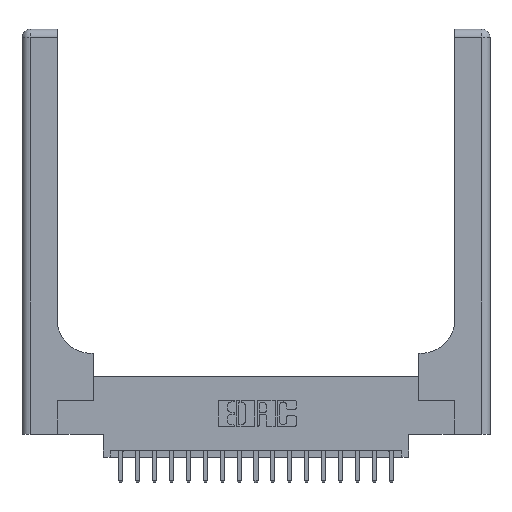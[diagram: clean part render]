
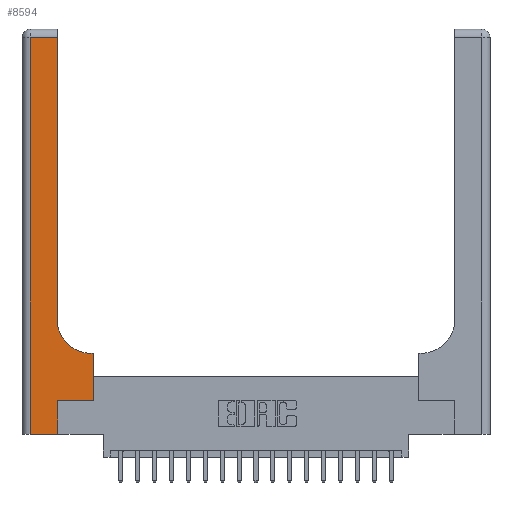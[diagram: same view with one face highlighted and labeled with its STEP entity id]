
A CAD part, top view. The second image highlights one B-rep face of the part: STEP entity #8594.
In plain terms, the highlighted planar face has unit normal (0, 0, 1).
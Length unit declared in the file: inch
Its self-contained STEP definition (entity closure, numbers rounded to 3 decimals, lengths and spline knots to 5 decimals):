
#162 = FACE_OUTER_BOUND ( 'NONE', #8598, .T. ) ;
#260 = EDGE_CURVE ( 'NONE', #17028, #11630, #13721, .T. ) ;
#482 = ORIENTED_EDGE ( 'NONE', *, *, #5637, .T. ) ;
#728 = CARTESIAN_POINT ( 'NONE',  ( 0.265, 0.25, 0.37 ) ) ;
#735 = CARTESIAN_POINT ( 'NONE',  ( 0., 3., 0.37 ) ) ;
#1112 = ORIENTED_EDGE ( 'NONE', *, *, #14407, .T. ) ;
#1467 = LINE ( 'NONE', #15566, #13615 ) ;
#1638 = ORIENTED_EDGE ( 'NONE', *, *, #13271, .T. ) ;
#1739 = VERTEX_POINT ( 'NONE', #2282 ) ;
#2282 = CARTESIAN_POINT ( 'NONE',  ( 0.06, 0., 0.37 ) ) ;
#2380 = ORIENTED_EDGE ( 'NONE', *, *, #4965, .T. ) ;
#2662 = VERTEX_POINT ( 'NONE', #15722 ) ;
#3144 = ORIENTED_EDGE ( 'NONE', *, *, #7946, .T. ) ;
#3623 = CARTESIAN_POINT ( 'NONE',  ( 0.06, 2.94, 0.37 ) ) ;
#4252 = DIRECTION ( 'NONE',  ( 1., 0., 0. ) ) ;
#4649 = CARTESIAN_POINT ( 'NONE',  ( 0.528, 0.6, 0.37 ) ) ;
#4654 = VERTEX_POINT ( 'NONE', #18124 ) ;
#4839 = CARTESIAN_POINT ( 'NONE',  ( 0., 0., 0.37 ) ) ;
#4965 = EDGE_CURVE ( 'NONE', #6873, #1739, #1467, .T. ) ;
#5621 = PLANE ( 'NONE',  #18501 ) ;
#5637 = EDGE_CURVE ( 'NONE', #4654, #19763, #7765, .T. ) ;
#6075 = LINE ( 'NONE', #9544, #17796 ) ;
#6873 = VERTEX_POINT ( 'NONE', #3623 ) ;
#7244 = DIRECTION ( 'NONE',  ( -1., 0., 0. ) ) ;
#7690 = EDGE_CURVE ( 'NONE', #9474, #2662, #14449, .T. ) ;
#7765 = LINE ( 'NONE', #9247, #11936 ) ;
#7946 = EDGE_CURVE ( 'NONE', #1739, #9444, #18116, .T. ) ;
#8301 = CARTESIAN_POINT ( 'NONE',  ( 0.528, 0.25, 0.37 ) ) ;
#8594 = ADVANCED_FACE ( 'NONE', ( #162 ), #5621, .F. ) ;
#8598 = EDGE_LOOP ( 'NONE', ( #482, #1638, #2380, #3144, #13062, #14403, #1112, #15683, #14899 ) ) ;
#8845 = DIRECTION ( 'NONE',  ( 0., 0., -1. ) ) ;
#9169 = DIRECTION ( 'NONE',  ( -1., 0., 0. ) ) ;
#9199 = DIRECTION ( 'NONE',  ( 0., 1., 0. ) ) ;
#9247 = CARTESIAN_POINT ( 'NONE',  ( 0.26, 3., 0.37 ) ) ;
#9265 = CARTESIAN_POINT ( 'NONE',  ( 0.528, 0.25, 0.37 ) ) ;
#9444 = VERTEX_POINT ( 'NONE', #12420 ) ;
#9471 = CARTESIAN_POINT ( 'NONE',  ( 0.26, 0.6, 0.37 ) ) ;
#9474 = VERTEX_POINT ( 'NONE', #4649 ) ;
#9544 = CARTESIAN_POINT ( 'NONE',  ( 0.265, 0., 0.37 ) ) ;
#10116 = VECTOR ( 'NONE', #4252, 39.37008 ) ;
#10389 = VECTOR ( 'NONE', #9169, 39.37008 ) ;
#10522 = CARTESIAN_POINT ( 'NONE',  ( 0.265, 0.25, 0.37 ) ) ;
#10821 = EDGE_CURVE ( 'NONE', #9444, #17028, #6075, .T. ) ;
#11630 = VERTEX_POINT ( 'NONE', #8301 ) ;
#11936 = VECTOR ( 'NONE', #9199, 39.37008 ) ;
#12420 = CARTESIAN_POINT ( 'NONE',  ( 0.265, 0., 0.37 ) ) ;
#12724 = VECTOR ( 'NONE', #18280, 39.37008 ) ;
#13062 = ORIENTED_EDGE ( 'NONE', *, *, #10821, .T. ) ;
#13271 = EDGE_CURVE ( 'NONE', #19763, #6873, #18506, .T. ) ;
#13615 = VECTOR ( 'NONE', #15250, 39.37008 ) ;
#13721 = LINE ( 'NONE', #728, #16213 ) ;
#14403 = ORIENTED_EDGE ( 'NONE', *, *, #260, .T. ) ;
#14407 = EDGE_CURVE ( 'NONE', #11630, #9474, #17132, .T. ) ;
#14449 = LINE ( 'NONE', #9471, #10389 ) ;
#14620 = VECTOR ( 'NONE', #18785, 39.37008 ) ;
#14723 = EDGE_CURVE ( 'NONE', #2662, #4654, #15040, .T. ) ;
#14851 = CARTESIAN_POINT ( 'NONE',  ( 0.26, 2.94, 0.37 ) ) ;
#14899 = ORIENTED_EDGE ( 'NONE', *, *, #14723, .T. ) ;
#15040 = CIRCLE ( 'NONE', #18791, 0.25 ) ;
#15250 = DIRECTION ( 'NONE',  ( 0., -1., 0. ) ) ;
#15566 = CARTESIAN_POINT ( 'NONE',  ( 0.06, 3., 0.37 ) ) ;
#15683 = ORIENTED_EDGE ( 'NONE', *, *, #7690, .T. ) ;
#15722 = CARTESIAN_POINT ( 'NONE',  ( 0.51, 0.6, 0.37 ) ) ;
#16213 = VECTOR ( 'NONE', #19267, 39.37008 ) ;
#16404 = DIRECTION ( 'NONE',  ( 0., 0., -1. ) ) ;
#17028 = VERTEX_POINT ( 'NONE', #10522 ) ;
#17132 = LINE ( 'NONE', #9265, #12724 ) ;
#17333 = CARTESIAN_POINT ( 'NONE',  ( 0., 2.94, 0.37 ) ) ;
#17796 = VECTOR ( 'NONE', #18612, 39.37008 ) ;
#17888 = CARTESIAN_POINT ( 'NONE',  ( 0.51, 0.85, 0.37 ) ) ;
#18116 = LINE ( 'NONE', #4839, #10116 ) ;
#18124 = CARTESIAN_POINT ( 'NONE',  ( 0.26, 0.85, 0.37 ) ) ;
#18280 = DIRECTION ( 'NONE',  ( 0., 1., 0. ) ) ;
#18501 = AXIS2_PLACEMENT_3D ( 'NONE', #735, #16404, #7244 ) ;
#18506 = LINE ( 'NONE', #17333, #14620 ) ;
#18612 = DIRECTION ( 'NONE',  ( 0., 1., 0. ) ) ;
#18785 = DIRECTION ( 'NONE',  ( -1., 0., 0. ) ) ;
#18791 = AXIS2_PLACEMENT_3D ( 'NONE', #17888, #8845, #19344 ) ;
#19267 = DIRECTION ( 'NONE',  ( 1., 0., 0. ) ) ;
#19344 = DIRECTION ( 'NONE',  ( 1., 0., 0. ) ) ;
#19763 = VERTEX_POINT ( 'NONE', #14851 ) ;
